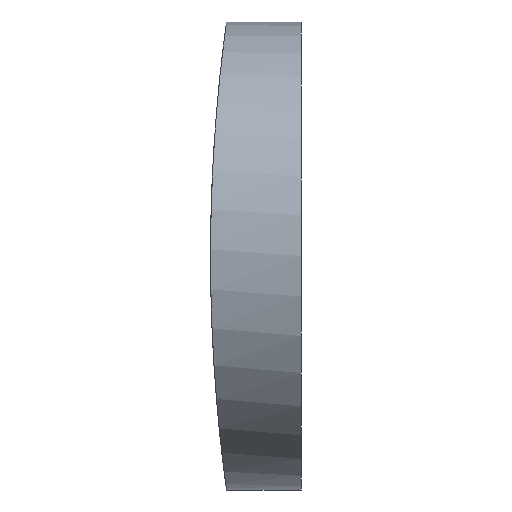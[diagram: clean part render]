
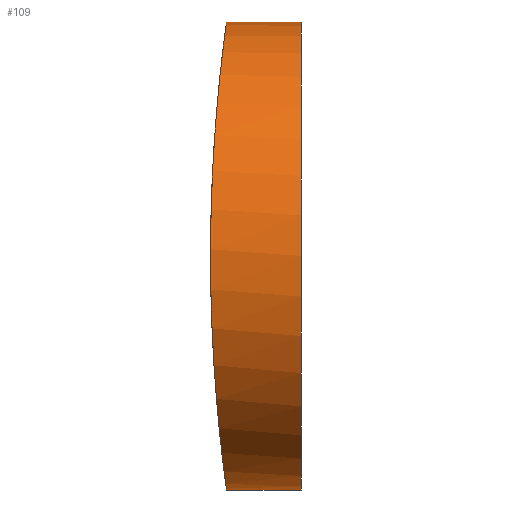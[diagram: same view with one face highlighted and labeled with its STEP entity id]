
A CAD part, front view. The second image highlights one B-rep face of the part: STEP entity #109.
In plain terms, the highlighted cylindrical face has radius 6.25 mm (diameter 12.5 mm), a partial arc.
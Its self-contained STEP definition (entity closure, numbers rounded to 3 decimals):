
#1 = CARTESIAN_POINT ( 'NONE',  ( -41.173, 3.12, 5.425 ) ) ;
#3 = CARTESIAN_POINT ( 'NONE',  ( -41.067, 6.25, 6.25 ) ) ;
#6 = CARTESIAN_POINT ( 'NONE',  ( -41.15, 3.478, 5.617 ) ) ;
#7 = CARTESIAN_POINT ( 'NONE',  ( -41.12, 4.046, 5.852 ) ) ;
#10 = CARTESIAN_POINT ( 'NONE',  ( -41.111, 4.241, 5.922 ) ) ;
#11 = CARTESIAN_POINT ( 'NONE',  ( -41.253, 2.12, 4.709 ) ) ;
#16 = EDGE_CURVE ( 'NONE', #128, #94, #34, .T. ) ;
#20 = CARTESIAN_POINT ( 'NONE',  ( -41.376, 0.943, 3.308 ) ) ;
#22 = CARTESIAN_POINT ( 'NONE',  ( -41.337, 1.286, 3.819 ) ) ;
#23 = CARTESIAN_POINT ( 'NONE',  ( -51.765, 6.25, 0. ) ) ;
#24 = CARTESIAN_POINT ( 'NONE',  ( -41.309, 1.544, 4.133 ) ) ;
#27 = CARTESIAN_POINT ( 'NONE',  ( -41.072, 5.428, -6.209 ) ) ;
#33 = DIRECTION ( 'NONE',  ( 1., 0., 0. ) ) ;
#34 = LINE ( 'NONE', #165, #56 ) ;
#37 = DIRECTION ( 'NONE',  ( 1., 0., 0. ) ) ;
#41 = CARTESIAN_POINT ( 'NONE',  ( -41.067, 6.25, -6.25 ) ) ;
#48 = DIRECTION ( 'NONE',  ( 0., 0., -1. ) ) ;
#56 = VECTOR ( 'NONE', #57, 1000. ) ;
#57 = DIRECTION ( 'NONE',  ( 1., 0., 0. ) ) ;
#59 = AXIS2_PLACEMENT_3D ( 'NONE', #134, #64, #142 ) ;
#60 = CYLINDRICAL_SURFACE ( 'NONE', #117, 6.25 ) ;
#64 = DIRECTION ( 'NONE',  ( 1., 0., 0. ) ) ;
#79 = ORIENTED_EDGE ( 'NONE', *, *, #96, .F. ) ;
#93 = EDGE_LOOP ( 'NONE', ( #183, #105, #197, #79 ) ) ;
#94 = VERTEX_POINT ( 'NONE', #154 ) ;
#96 = EDGE_CURVE ( 'NONE', #107, #94, #191, .T. ) ;
#104 = FACE_OUTER_BOUND ( 'NONE', #93, .T. ) ;
#105 = ORIENTED_EDGE ( 'NONE', *, *, #132, .T. ) ;
#107 = VERTEX_POINT ( 'NONE', #178 ) ;
#109 = ADVANCED_FACE ( 'NONE', ( #104 ), #60, .T. ) ;
#111 = LINE ( 'NONE', #212, #122 ) ;
#115 = CARTESIAN_POINT ( 'NONE',  ( -41.226, 2.431, -4.964 ) ) ;
#117 = AXIS2_PLACEMENT_3D ( 'NONE', #23, #37, #48 ) ;
#122 = VECTOR ( 'NONE', #33, 1000. ) ;
#125 = B_SPLINE_CURVE_WITH_KNOTS ( 'NONE', 3,
 ( #215, #140, #133, #136, #202, #10, #7, #6, #1, #204, #11, #24, #22, #20, #195, #198, #177, #194, #138, #162, #161, #160, #159, #158, #157, #156, #155, #152, #148, #147, #141, #139, #115, #187, #172, #174, #164, #167, #171, #27, #145, #149 ),
 .UNSPECIFIED., .F., .F.,
 ( 4, 2, 2, 2, 2, 2, 2, 2, 2, 2, 2, 2, 2, 2, 2, 2, 2, 2, 2, 2, 4 ),
 ( 0.01, 0.011, 0.012, 0.012, 0.013, 0.015, 0.016, 0.016, 0.017, 0.018, 0.02, 0.021, 0.021, 0.022, 0.023, 0.024, 0.026, 0.026, 0.027, 0.028, 0.029 ),
 .UNSPECIFIED. ) ;
#128 = VERTEX_POINT ( 'NONE', #41 ) ;
#132 = EDGE_CURVE ( 'NONE', #135, #128, #125, .T. ) ;
#133 = CARTESIAN_POINT ( 'NONE',  ( -41.072, 5.431, 6.209 ) ) ;
#134 = CARTESIAN_POINT ( 'NONE',  ( -39.065, 6.25, 0. ) ) ;
#135 = VERTEX_POINT ( 'NONE', #3 ) ;
#136 = CARTESIAN_POINT ( 'NONE',  ( -41.089, 4.831, 6.09 ) ) ;
#138 = CARTESIAN_POINT ( 'NONE',  ( -41.468, 0.202, 1.63 ) ) ;
#139 = CARTESIAN_POINT ( 'NONE',  ( -41.254, 2.117, -4.706 ) ) ;
#140 = CARTESIAN_POINT ( 'NONE',  ( -41.067, 5.837, 6.25 ) ) ;
#141 = CARTESIAN_POINT ( 'NONE',  ( -41.309, 1.541, -4.13 ) ) ;
#142 = DIRECTION ( 'NONE',  ( 0., 0., -1. ) ) ;
#145 = CARTESIAN_POINT ( 'NONE',  ( -41.067, 5.837, -6.25 ) ) ;
#147 = CARTESIAN_POINT ( 'NONE',  ( -41.338, 1.278, -3.809 ) ) ;
#148 = CARTESIAN_POINT ( 'NONE',  ( -41.389, 0.825, -3.13 ) ) ;
#149 = CARTESIAN_POINT ( 'NONE',  ( -41.067, 6.25, -6.25 ) ) ;
#152 = CARTESIAN_POINT ( 'NONE',  ( -41.413, 0.633, -2.772 ) ) ;
#154 = CARTESIAN_POINT ( 'NONE',  ( -39.065, 6.25, -6.25 ) ) ;
#155 = CARTESIAN_POINT ( 'NONE',  ( -41.442, 0.398, -2.204 ) ) ;
#156 = CARTESIAN_POINT ( 'NONE',  ( -41.451, 0.328, -2.009 ) ) ;
#157 = CARTESIAN_POINT ( 'NONE',  ( -41.467, 0.209, -1.617 ) ) ;
#158 = CARTESIAN_POINT ( 'NONE',  ( -41.473, 0.16, -1.418 ) ) ;
#159 = CARTESIAN_POINT ( 'NONE',  ( -41.489, 0.041, -0.819 ) ) ;
#160 = CARTESIAN_POINT ( 'NONE',  ( -41.495, 0., -0.413 ) ) ;
#161 = CARTESIAN_POINT ( 'NONE',  ( -41.495, 0., 0.413 ) ) ;
#162 = CARTESIAN_POINT ( 'NONE',  ( -41.489, 0.041, 0.822 ) ) ;
#164 = CARTESIAN_POINT ( 'NONE',  ( -41.14, 3.664, -5.693 ) ) ;
#165 = CARTESIAN_POINT ( 'NONE',  ( -51.765, 6.25, -6.25 ) ) ;
#167 = CARTESIAN_POINT ( 'NONE',  ( -41.11, 4.227, -5.928 ) ) ;
#171 = CARTESIAN_POINT ( 'NONE',  ( -41.094, 4.621, -6.048 ) ) ;
#172 = CARTESIAN_POINT ( 'NONE',  ( -41.174, 3.12, -5.413 ) ) ;
#174 = CARTESIAN_POINT ( 'NONE',  ( -41.151, 3.48, -5.606 ) ) ;
#177 = CARTESIAN_POINT ( 'NONE',  ( -41.422, 0.557, 2.586 ) ) ;
#178 = CARTESIAN_POINT ( 'NONE',  ( -39.065, 6.25, 6.25 ) ) ;
#182 = EDGE_CURVE ( 'NONE', #135, #107, #111, .T. ) ;
#183 = ORIENTED_EDGE ( 'NONE', *, *, #182, .F. ) ;
#187 = CARTESIAN_POINT ( 'NONE',  ( -41.187, 2.942, -5.307 ) ) ;
#191 = CIRCLE ( 'NONE', #59, 6.25 ) ;
#194 = CARTESIAN_POINT ( 'NONE',  ( -41.452, 0.323, 2.023 ) ) ;
#195 = CARTESIAN_POINT ( 'NONE',  ( -41.388, 0.837, 3.13 ) ) ;
#197 = ORIENTED_EDGE ( 'NONE', *, *, #16, .T. ) ;
#198 = CARTESIAN_POINT ( 'NONE',  ( -41.411, 0.644, 2.77 ) ) ;
#202 = CARTESIAN_POINT ( 'NONE',  ( -41.095, 4.633, 6.041 ) ) ;
#204 = CARTESIAN_POINT ( 'NONE',  ( -41.225, 2.441, 4.972 ) ) ;
#212 = CARTESIAN_POINT ( 'NONE',  ( -51.765, 6.25, 6.25 ) ) ;
#215 = CARTESIAN_POINT ( 'NONE',  ( -41.067, 6.25, 6.25 ) ) ;
